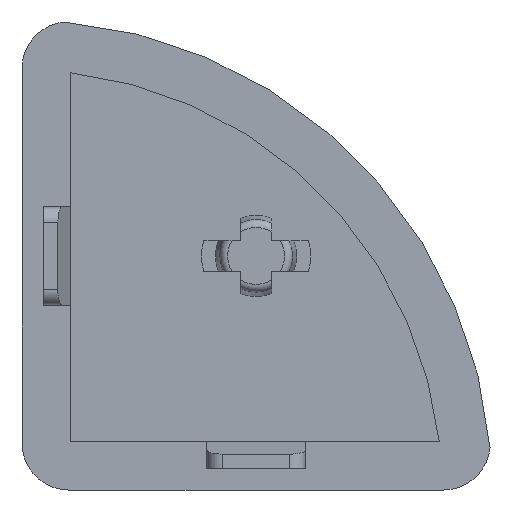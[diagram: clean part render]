
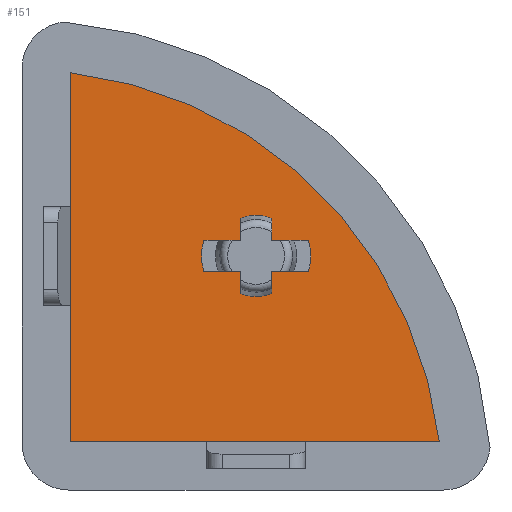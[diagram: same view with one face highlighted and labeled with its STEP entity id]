
A CAD part, front view. The second image highlights one B-rep face of the part: STEP entity #151.
In plain terms, the highlighted planar face has unit normal (0, -1, 0).
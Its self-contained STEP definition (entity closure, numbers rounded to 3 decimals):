
#151 = ADVANCED_FACE( '', ( #317, #318 ), #319, .F. );
#317 = FACE_OUTER_BOUND( '', #563, .T. );
#318 = FACE_BOUND( '', #564, .T. );
#319 = PLANE( '', #565 );
#563 = EDGE_LOOP( '', ( #935, #936, #937 ) );
#564 = EDGE_LOOP( '', ( #938, #939, #940, #941, #942, #943, #944, #945, #946, #947, #948, #949 ) );
#565 = AXIS2_PLACEMENT_3D( '', #950, #951, #952 );
#935 = ORIENTED_EDGE( '', *, *, #1222, .F. );
#936 = ORIENTED_EDGE( '', *, *, #1306, .F. );
#937 = ORIENTED_EDGE( '', *, *, #1266, .F. );
#938 = ORIENTED_EDGE( '', *, *, #1251, .T. );
#939 = ORIENTED_EDGE( '', *, *, #1307, .T. );
#940 = ORIENTED_EDGE( '', *, *, #1308, .T. );
#941 = ORIENTED_EDGE( '', *, *, #1309, .T. );
#942 = ORIENTED_EDGE( '', *, *, #1310, .F. );
#943 = ORIENTED_EDGE( '', *, *, #1189, .T. );
#944 = ORIENTED_EDGE( '', *, *, #1209, .T. );
#945 = ORIENTED_EDGE( '', *, *, #1311, .T. );
#946 = ORIENTED_EDGE( '', *, *, #1312, .T. );
#947 = ORIENTED_EDGE( '', *, *, #1261, .T. );
#948 = ORIENTED_EDGE( '', *, *, #1313, .F. );
#949 = ORIENTED_EDGE( '', *, *, #1288, .T. );
#950 = CARTESIAN_POINT( '', ( -14.9, -2., -14.9 ) );
#951 = DIRECTION( '', ( 0., 1., 0. ) );
#952 = DIRECTION( '', ( 0., 0., 1. ) );
#1189 = EDGE_CURVE( '', #1426, #1424, #1427, .T. );
#1209 = EDGE_CURVE( '', #1424, #1457, #1458, .T. );
#1222 = EDGE_CURVE( '', #1477, #1479, #1480, .T. );
#1251 = EDGE_CURVE( '', #1521, #1522, #1523, .T. );
#1261 = EDGE_CURVE( '', #1540, #1538, #1541, .T. );
#1266 = EDGE_CURVE( '', #1479, #1548, #1549, .T. );
#1288 = EDGE_CURVE( '', #1580, #1521, #1581, .T. );
#1306 = EDGE_CURVE( '', #1548, #1477, #1602, .T. );
#1307 = EDGE_CURVE( '', #1522, #1603, #1604, .T. );
#1308 = EDGE_CURVE( '', #1603, #1605, #1606, .T. );
#1309 = EDGE_CURVE( '', #1605, #1607, #1608, .T. );
#1310 = EDGE_CURVE( '', #1426, #1607, #1609, .F. );
#1311 = EDGE_CURVE( '', #1457, #1610, #1611, .T. );
#1312 = EDGE_CURVE( '', #1610, #1540, #1612, .T. );
#1313 = EDGE_CURVE( '', #1580, #1538, #1613, .F. );
#1424 = VERTEX_POINT( '', #1782 );
#1426 = VERTEX_POINT( '', #1785 );
#1427 = LINE( '', #1786, #1787 );
#1457 = VERTEX_POINT( '', #1823 );
#1458 = LINE( '', #1824, #1825 );
#1477 = VERTEX_POINT( '', #1855 );
#1479 = VERTEX_POINT( '', #1858 );
#1480 = LINE( '', #1859, #1860 );
#1521 = VERTEX_POINT( '', #1921 );
#1522 = VERTEX_POINT( '', #1922 );
#1523 = LINE( '', #1923, #1924 );
#1538 = VERTEX_POINT( '', #1954 );
#1540 = VERTEX_POINT( '', #1957 );
#1541 = LINE( '', #1958, #1959 );
#1548 = VERTEX_POINT( '', #1973 );
#1549 = CIRCLE( '', #1974, 26.8 );
#1580 = VERTEX_POINT( '', #2024 );
#1581 = LINE( '', #2025, #2026 );
#1602 = LINE( '', #2058, #2059 );
#1603 = VERTEX_POINT( '', #2060 );
#1604 = CIRCLE( '', #2061, 3.5 );
#1605 = VERTEX_POINT( '', #2062 );
#1606 = LINE( '', #2063, #2064 );
#1607 = VERTEX_POINT( '', #2065 );
#1608 = LINE( '', #2066, #2067 );
#1609 = CIRCLE( '', #2068, 2.6 );
#1610 = VERTEX_POINT( '', #2069 );
#1611 = CIRCLE( '', #2070, 3.5 );
#1612 = LINE( '', #2071, #2072 );
#1613 = CIRCLE( '', #2073, 2.6 );
#1782 = CARTESIAN_POINT( '', ( 1., -2., 1. ) );
#1785 = CARTESIAN_POINT( '', ( 1., -2., 2.4 ) );
#1786 = CARTESIAN_POINT( '', ( 1., -2., 2.4 ) );
#1787 = VECTOR( '', #2183, 1000. );
#1823 = CARTESIAN_POINT( '', ( 3.354, -2., 1. ) );
#1824 = CARTESIAN_POINT( '', ( 1., -2., 1. ) );
#1825 = VECTOR( '', #2214, 1000. );
#1855 = CARTESIAN_POINT( '', ( -11.9, -2., -11.9 ) );
#1858 = CARTESIAN_POINT( '', ( -11.9, -2., 11.732 ) );
#1859 = CARTESIAN_POINT( '', ( -11.9, -2., -11.9 ) );
#1860 = VECTOR( '', #2228, 1000. );
#1921 = CARTESIAN_POINT( '', ( -1., -2., -1. ) );
#1922 = CARTESIAN_POINT( '', ( -3.354, -2., -1. ) );
#1923 = CARTESIAN_POINT( '', ( -1., -2., -1. ) );
#1924 = VECTOR( '', #2256, 1000. );
#1954 = CARTESIAN_POINT( '', ( 1., -2., -2.4 ) );
#1957 = CARTESIAN_POINT( '', ( 1., -2., -1. ) );
#1958 = CARTESIAN_POINT( '', ( 1., -2., -1. ) );
#1959 = VECTOR( '', #2262, 1000. );
#1973 = CARTESIAN_POINT( '', ( 11.732, -2., -11.9 ) );
#1974 = AXIS2_PLACEMENT_3D( '', #2265, #2266, #2267 );
#2024 = CARTESIAN_POINT( '', ( -1., -2., -2.4 ) );
#2025 = CARTESIAN_POINT( '', ( -1., -2., -2.4 ) );
#2026 = VECTOR( '', #2295, 1000. );
#2058 = CARTESIAN_POINT( '', ( 11.732, -2., -11.9 ) );
#2059 = VECTOR( '', #2314, 1000. );
#2060 = CARTESIAN_POINT( '', ( -3.354, -2., 1. ) );
#2061 = AXIS2_PLACEMENT_3D( '', #2315, #2316, #2317 );
#2062 = CARTESIAN_POINT( '', ( -1., -2., 1. ) );
#2063 = CARTESIAN_POINT( '', ( -2.4, -2., 1. ) );
#2064 = VECTOR( '', #2318, 1000. );
#2065 = CARTESIAN_POINT( '', ( -1., -2., 2.4 ) );
#2066 = CARTESIAN_POINT( '', ( -1., -2., 1. ) );
#2067 = VECTOR( '', #2319, 1000. );
#2068 = AXIS2_PLACEMENT_3D( '', #2320, #2321, #2322 );
#2069 = CARTESIAN_POINT( '', ( 3.354, -2., -1. ) );
#2070 = AXIS2_PLACEMENT_3D( '', #2323, #2324, #2325 );
#2071 = CARTESIAN_POINT( '', ( 2.4, -2., -1. ) );
#2072 = VECTOR( '', #2326, 1000. );
#2073 = AXIS2_PLACEMENT_3D( '', #2327, #2328, #2329 );
#2183 = DIRECTION( '', ( 0., 0., -1. ) );
#2214 = DIRECTION( '', ( 1., 0., 0. ) );
#2228 = DIRECTION( '', ( 0., 0., 1. ) );
#2256 = DIRECTION( '', ( -1., 0., 0. ) );
#2262 = DIRECTION( '', ( 0., 0., -1. ) );
#2265 = CARTESIAN_POINT( '', ( -14.9, -2., -14.9 ) );
#2266 = DIRECTION( '', ( 0., 1., 0. ) );
#2267 = DIRECTION( '', ( 1., 0., 0. ) );
#2295 = DIRECTION( '', ( 0., 0., 1. ) );
#2314 = DIRECTION( '', ( -1., 0., 0. ) );
#2315 = CARTESIAN_POINT( '', ( 0., -2., 0. ) );
#2316 = DIRECTION( '', ( 0., 1., 0. ) );
#2317 = DIRECTION( '', ( 1., 0., 0. ) );
#2318 = DIRECTION( '', ( 1., 0., 0. ) );
#2319 = DIRECTION( '', ( 0., 0., 1. ) );
#2320 = CARTESIAN_POINT( '', ( 0., -2., 0. ) );
#2321 = DIRECTION( '', ( 0., 1., 0. ) );
#2322 = DIRECTION( '', ( 0., 0., 1. ) );
#2323 = CARTESIAN_POINT( '', ( 0., -2., 0. ) );
#2324 = DIRECTION( '', ( 0., 1., 0. ) );
#2325 = DIRECTION( '', ( 1., 0., 0. ) );
#2326 = DIRECTION( '', ( -1., 0., 0. ) );
#2327 = CARTESIAN_POINT( '', ( 0., -2., 0. ) );
#2328 = DIRECTION( '', ( 0., 1., 0. ) );
#2329 = DIRECTION( '', ( 0., 0., 1. ) );
